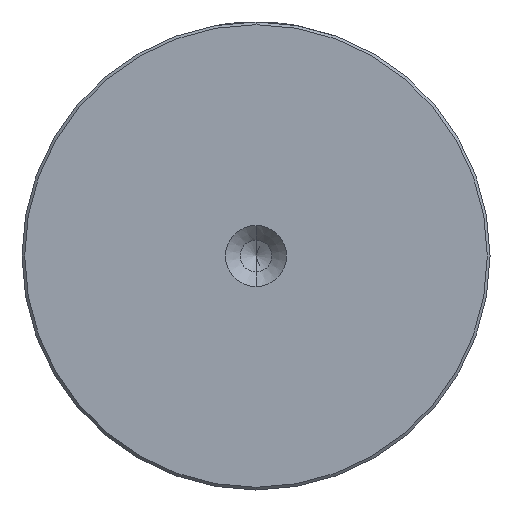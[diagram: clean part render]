
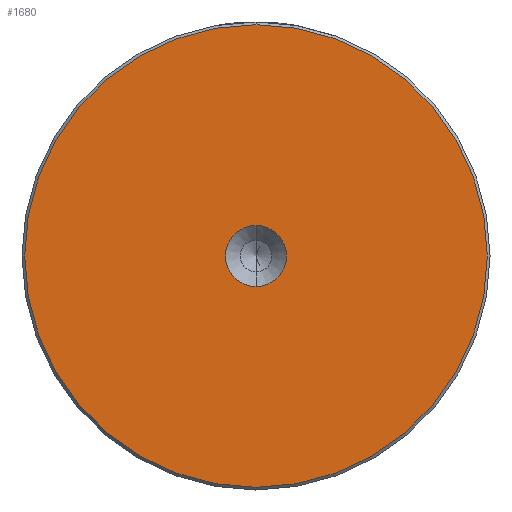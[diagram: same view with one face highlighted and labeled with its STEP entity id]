
A CAD part, left-side view. The second image highlights one B-rep face of the part: STEP entity #1680.
In plain terms, the highlighted planar face has unit normal (-1, 0, 0).
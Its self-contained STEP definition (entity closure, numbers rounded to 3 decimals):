
#25 = AXIS2_PLACEMENT_3D ( 'NONE', #646, #651, #2014 ) ;
#58 = ORIENTED_EDGE ( 'NONE', *, *, #1024, .T. ) ;
#107 = DIRECTION ( 'NONE',  ( 0., 0., 1. ) ) ;
#125 = AXIS2_PLACEMENT_3D ( 'NONE', #834, #2200, #1027 ) ;
#188 = FACE_OUTER_BOUND ( 'NONE', #603, .T. ) ;
#217 = ORIENTED_EDGE ( 'NONE', *, *, #1895, .T. ) ;
#321 = CIRCLE ( 'NONE', #990, 42.5 ) ;
#368 = DIRECTION ( 'NONE',  ( 0., 0., 1. ) ) ;
#431 = CARTESIAN_POINT ( 'NONE',  ( 0., 0., -42.5 ) ) ;
#539 = DIRECTION ( 'NONE',  ( -1., 0., 0. ) ) ;
#552 = CARTESIAN_POINT ( 'NONE',  ( 0., 0., 0. ) ) ;
#603 = EDGE_LOOP ( 'NONE', ( #58, #217 ) ) ;
#641 = AXIS2_PLACEMENT_3D ( 'NONE', #552, #539, #368 ) ;
#646 = CARTESIAN_POINT ( 'NONE',  ( 0., 0., 0. ) ) ;
#651 = DIRECTION ( 'NONE',  ( -1., 0., 0. ) ) ;
#721 = FACE_BOUND ( 'NONE', #1965, .T. ) ;
#746 = EDGE_CURVE ( 'NONE', #1249, #1773, #1921, .T. ) ;
#772 = ORIENTED_EDGE ( 'NONE', *, *, #746, .F. ) ;
#834 = CARTESIAN_POINT ( 'NONE',  ( 0., 0., 0. ) ) ;
#971 = CIRCLE ( 'NONE', #2365, 5.6 ) ;
#990 = AXIS2_PLACEMENT_3D ( 'NONE', #2289, #2140, #2129 ) ;
#1024 = EDGE_CURVE ( 'NONE', #1161, #2189, #321, .T. ) ;
#1027 = DIRECTION ( 'NONE',  ( 0., 0., 1. ) ) ;
#1161 = VERTEX_POINT ( 'NONE', #431 ) ;
#1249 = VERTEX_POINT ( 'NONE', #2218 ) ;
#1287 = DIRECTION ( 'NONE',  ( -1., 0., 0. ) ) ;
#1356 = CARTESIAN_POINT ( 'NONE',  ( 0., 0., 42.5 ) ) ;
#1487 = ORIENTED_EDGE ( 'NONE', *, *, #2506, .F. ) ;
#1680 = ADVANCED_FACE ( 'NONE', ( #188, #721 ), #2202, .T. ) ;
#1773 = VERTEX_POINT ( 'NONE', #2474 ) ;
#1895 = EDGE_CURVE ( 'NONE', #2189, #1161, #2057, .T. ) ;
#1921 = CIRCLE ( 'NONE', #641, 5.6 ) ;
#1965 = EDGE_LOOP ( 'NONE', ( #1487, #772 ) ) ;
#2014 = DIRECTION ( 'NONE',  ( 0., 0., 1. ) ) ;
#2057 = CIRCLE ( 'NONE', #125, 42.5 ) ;
#2129 = DIRECTION ( 'NONE',  ( 0., 0., 1. ) ) ;
#2140 = DIRECTION ( 'NONE',  ( -1., 0., 0. ) ) ;
#2189 = VERTEX_POINT ( 'NONE', #1356 ) ;
#2200 = DIRECTION ( 'NONE',  ( -1., 0., 0. ) ) ;
#2202 = PLANE ( 'NONE',  #25 ) ;
#2218 = CARTESIAN_POINT ( 'NONE',  ( 0., 0., -5.6 ) ) ;
#2289 = CARTESIAN_POINT ( 'NONE',  ( 0., 0., 0. ) ) ;
#2365 = AXIS2_PLACEMENT_3D ( 'NONE', #2471, #1287, #107 ) ;
#2471 = CARTESIAN_POINT ( 'NONE',  ( 0., 0., 0. ) ) ;
#2474 = CARTESIAN_POINT ( 'NONE',  ( 0., 0., 5.6 ) ) ;
#2506 = EDGE_CURVE ( 'NONE', #1773, #1249, #971, .T. ) ;
